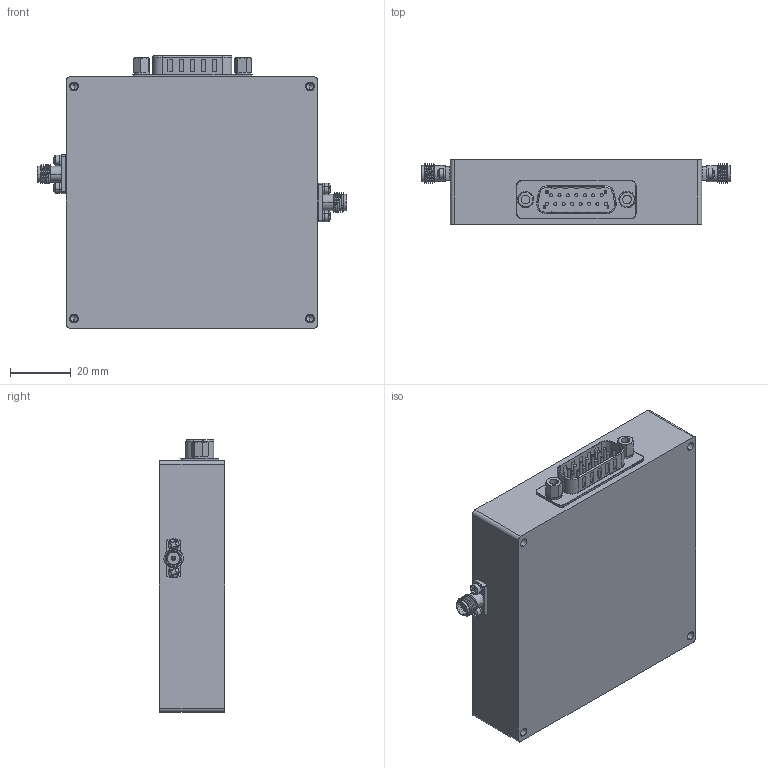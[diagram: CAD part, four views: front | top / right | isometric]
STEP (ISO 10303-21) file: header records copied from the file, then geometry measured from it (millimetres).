
FILE_DESCRIPTION (( 'STEP AP214' ), '1' );
FILE_NAME ('PS-200M4G-8B-SFF.STEP', '2023-10-20T17:57:13', ( '' ), ( '' ), 'SwSTEP 2.0', 'SolidWorks 2023', '' );
FILE_SCHEMA (( 'AUTOMOTIVE_DESIGN' ));
Length unit declared in the file: inch
Products named in the file (1): PS-200M4G-8B-SFF
Bounding box: 101.6 x 21.44 x 89.45 mm (x, y, z)
Volume: 148307.3 mm3; surface area: 38551.8 mm2
Topology: 21 solids, 21 shells, 1223 faces, 4173 edges, 3235 vertices
Faces by surface type: plane 703, cylinder 306, torus 110, cone 76, sphere 24, bspline 4
Entity records: 70322 total; most frequent: CARTESIAN_POINT 17431, ORIENTED_EDGE 8274, DIRECTION 6850, EDGE_CURVE 4137, VERTEX_POINT 3235, LINE 2354, VECTOR 2354, AXIS2_PLACEMENT_3D 2248
